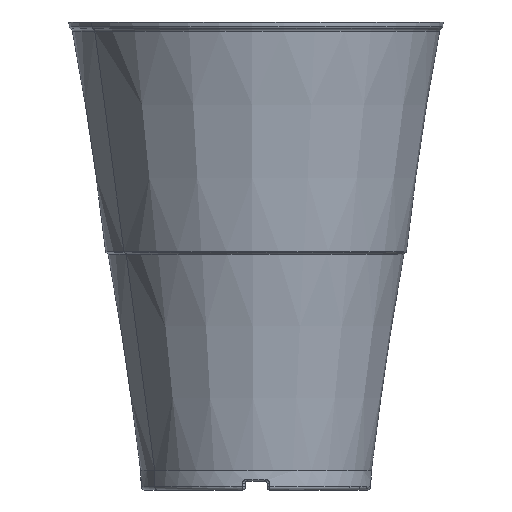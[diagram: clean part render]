
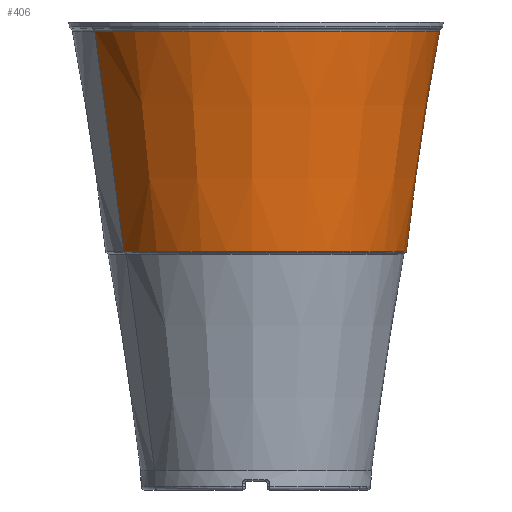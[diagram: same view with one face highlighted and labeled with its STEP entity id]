
A CAD part, left-side view. The second image highlights one B-rep face of the part: STEP entity #406.
In plain terms, the highlighted conical face has half-angle 8.57 degrees and reference radius 34.515 mm.
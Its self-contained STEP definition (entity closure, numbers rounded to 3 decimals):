
#366=AXIS2_PLACEMENT_3D('Circle Axis2P3D',#364,#365,$) ;
#379=AXIS2_PLACEMENT_3D('Cone Axis2P3D',#376,#377,#378) ;
#397=AXIS2_PLACEMENT_3D('Circle Axis2P3D',#395,#396,$) ;
#337=CARTESIAN_POINT('Vertex',(16.572,-30.336,54.845)) ;
#344=CARTESIAN_POINT('Vertex',(-16.572,30.336,54.845)) ;
#364=CARTESIAN_POINT('Axis2P3D Location',(0.,0.,54.845)) ;
#376=CARTESIAN_POINT('Axis2P3D Location',(0.,0.,54.5)) ;
#381=CARTESIAN_POINT('Line Origine',(-18.408,33.696,80.25)) ;
#385=CARTESIAN_POINT('Vertex',(-20.222,37.017,105.364)) ;
#388=CARTESIAN_POINT('Line Origine',(18.408,-33.696,80.25)) ;
#392=CARTESIAN_POINT('Vertex',(20.222,-37.017,105.364)) ;
#395=CARTESIAN_POINT('Axis2P3D Location',(0.,0.,105.364)) ;
#365=DIRECTION('Axis2P3D Direction',(0.,-0.,1.)) ;
#377=DIRECTION('Axis2P3D Direction',(0.,0.,1.)) ;
#378=DIRECTION('Axis2P3D XDirection',(-0.479,0.878,0.)) ;
#382=DIRECTION('Vector Direction',(-0.071,0.131,0.989)) ;
#389=DIRECTION('Vector Direction',(0.071,-0.131,0.989)) ;
#396=DIRECTION('Axis2P3D Direction',(0.,0.,1.)) ;
#383=VECTOR('Line Direction',#382,1.) ;
#390=VECTOR('Line Direction',#389,1.) ;
#401=ORIENTED_EDGE('',*,*,#387,.F.) ;
#402=ORIENTED_EDGE('',*,*,#368,.T.) ;
#403=ORIENTED_EDGE('',*,*,#394,.T.) ;
#404=ORIENTED_EDGE('',*,*,#399,.T.) ;
#406=ADVANCED_FACE('Helene Cup V4',(#405),#380,.T.) ;
#367=CIRCLE('generated circle',#366,34.567) ;
#398=CIRCLE('generated circle',#397,42.181) ;
#380=CONICAL_SURFACE('Cone',#379,34.515,0.15) ;
#368=EDGE_CURVE('',#345,#338,#367,.T.) ;
#387=EDGE_CURVE('',#345,#386,#384,.T.) ;
#394=EDGE_CURVE('',#338,#393,#391,.T.) ;
#399=EDGE_CURVE('',#393,#386,#398,.F.) ;
#400=EDGE_LOOP('',(#401,#402,#403,#404)) ;
#405=FACE_OUTER_BOUND('',#400,.T.) ;
#384=LINE('Line',#381,#383) ;
#391=LINE('Line',#388,#390) ;
#338=VERTEX_POINT('',#337) ;
#345=VERTEX_POINT('',#344) ;
#386=VERTEX_POINT('',#385) ;
#393=VERTEX_POINT('',#392) ;
